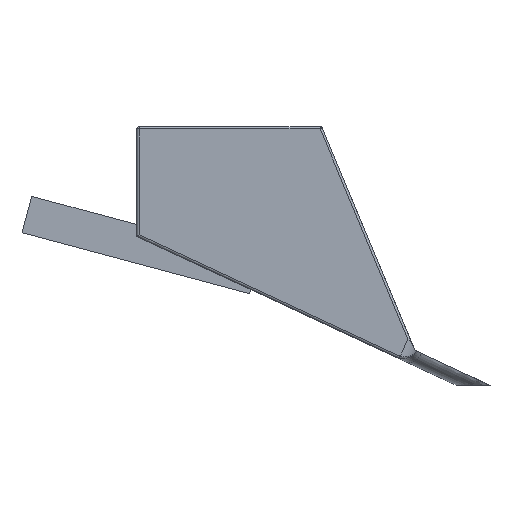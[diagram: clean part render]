
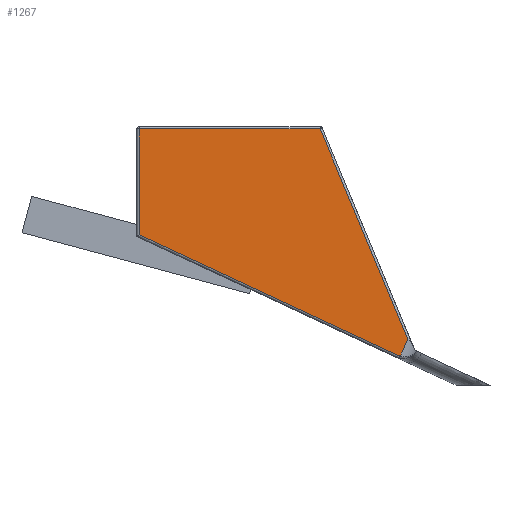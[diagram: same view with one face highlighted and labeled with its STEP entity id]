
A CAD part, left-side view. The second image highlights one B-rep face of the part: STEP entity #1267.
In plain terms, the highlighted planar face has unit normal (-1, 0, 0).
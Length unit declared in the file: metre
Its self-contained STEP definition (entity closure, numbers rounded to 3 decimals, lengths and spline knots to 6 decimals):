
#52=B_SPLINE_CURVE_WITH_KNOTS('',3,(#2199,#2200,#2201,#2202),
 .UNSPECIFIED.,.F.,.F.,(4,4),(0.,0.00118),.UNSPECIFIED.);
#357=ORIENTED_EDGE('',*,*,#701,.T.);
#358=ORIENTED_EDGE('',*,*,#702,.T.);
#359=ORIENTED_EDGE('',*,*,#703,.F.);
#360=ORIENTED_EDGE('',*,*,#704,.F.);
#361=ORIENTED_EDGE('',*,*,#705,.F.);
#362=ORIENTED_EDGE('',*,*,#706,.F.);
#701=EDGE_CURVE('',#868,#869,#52,.T.);
#702=EDGE_CURVE('',#869,#870,#953,.F.);
#703=EDGE_CURVE('',#871,#870,#954,.F.);
#704=EDGE_CURVE('',#872,#871,#955,.F.);
#705=EDGE_CURVE('',#873,#872,#956,.T.);
#706=EDGE_CURVE('',#868,#873,#957,.T.);
#868=VERTEX_POINT('',#2203);
#869=VERTEX_POINT('',#2204);
#870=VERTEX_POINT('',#2206);
#871=VERTEX_POINT('',#2208);
#872=VERTEX_POINT('',#2210);
#873=VERTEX_POINT('',#2212);
#953=LINE('',#2205,#1036);
#954=LINE('',#2207,#1037);
#955=LINE('',#2209,#1038);
#956=LINE('',#2211,#1039);
#957=LINE('',#2213,#1040);
#1036=VECTOR('',#1701,1.);
#1037=VECTOR('',#1702,1.);
#1038=VECTOR('',#1703,1.);
#1039=VECTOR('',#1704,1.);
#1040=VECTOR('',#1705,1.);
#1091=EDGE_LOOP('',(#357,#358,#359,#360,#361,#362));
#1168=FACE_BOUND('',#1091,.T.);
#1228=PLANE('',#1407);
#1267=ADVANCED_FACE('',(#1168),#1228,.T.);
#1407=AXIS2_PLACEMENT_3D('',#2198,#1699,#1700);
#1699=DIRECTION('',(-1.,0.,0.));
#1700=DIRECTION('',(0.,1.,0.));
#1701=DIRECTION('',(0.,0.423,-0.906));
#1702=DIRECTION('',(0.,0.385,0.923));
#1703=DIRECTION('',(0.,1.,0.));
#1704=DIRECTION('',(0.,0.,1.));
#1705=DIRECTION('',(0.,0.906,0.423));
#2198=CARTESIAN_POINT('',(-0.094,-0.009952,0.059671));
#2199=CARTESIAN_POINT('',(-0.094,-0.061557,0.012809));
#2200=CARTESIAN_POINT('',(-0.094,-0.061916,0.012642));
#2201=CARTESIAN_POINT('',(-0.094,-0.062289,0.012519));
#2202=CARTESIAN_POINT('',(-0.094,-0.062677,0.012439));
#2203=CARTESIAN_POINT('',(-0.094,-0.061557,0.012809));
#2204=CARTESIAN_POINT('',(-0.094,-0.062677,0.012439));
#2205=CARTESIAN_POINT('',(-0.094,-0.064732,0.016846));
#2206=CARTESIAN_POINT('',(-0.094,-0.065995,0.019553));
#2207=CARTESIAN_POINT('',(-0.094,-0.043439,0.073637));
#2208=CARTESIAN_POINT('',(-0.094,-0.028713,0.108946));
#2209=CARTESIAN_POINT('',(-0.094,-0.009952,0.108946));
#2210=CARTESIAN_POINT('',(-0.094,0.048142,0.108946));
#2211=CARTESIAN_POINT('',(-0.094,0.048142,0.059671));
#2212=CARTESIAN_POINT('',(-0.094,0.048142,0.063963));
#2213=CARTESIAN_POINT('',(-0.094,0.04872,0.064232));
